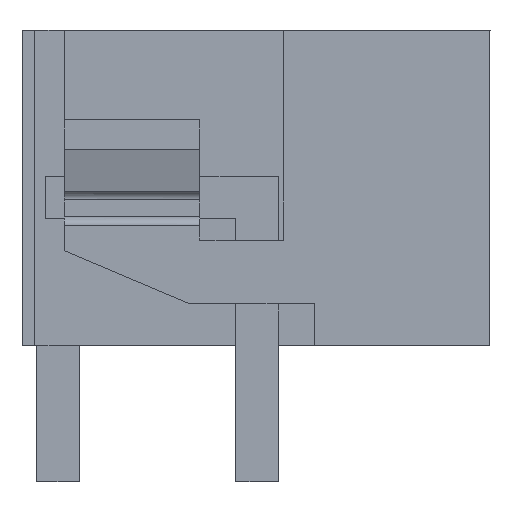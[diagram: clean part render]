
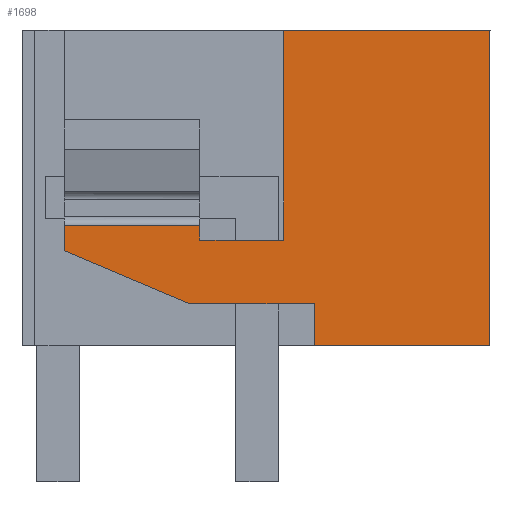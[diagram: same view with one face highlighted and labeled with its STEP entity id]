
A CAD part, left-side view. The second image highlights one B-rep face of the part: STEP entity #1698.
In plain terms, the highlighted planar face has unit normal (-1, 0, 0).
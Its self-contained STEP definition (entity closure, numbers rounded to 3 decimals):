
#1629=AXIS2_PLACEMENT_3D('Plane Axis2P3D',#1626,#1627,#1628) ;
#105=CARTESIAN_POINT('Vertex',(0.,0.,3.2)) ;
#110=CARTESIAN_POINT('Line Origine',(0.,2.075,3.2)) ;
#114=CARTESIAN_POINT('Vertex',(0.,4.15,3.2)) ;
#749=CARTESIAN_POINT('Vertex',(0.,4.875,10.65)) ;
#752=CARTESIAN_POINT('Line Origine',(0.,2.437,10.65)) ;
#756=CARTESIAN_POINT('Vertex',(0.,0.,10.65)) ;
#1558=CARTESIAN_POINT('Line Origine',(0.,0.,6.925)) ;
#1626=CARTESIAN_POINT('Axis2P3D Location',(0.,11.05,0.)) ;
#1631=CARTESIAN_POINT('Line Origine',(0.,4.875,8.175)) ;
#1635=CARTESIAN_POINT('Vertex',(0.,4.875,5.7)) ;
#1638=CARTESIAN_POINT('Line Origine',(0.,5.863,5.7)) ;
#1642=CARTESIAN_POINT('Vertex',(0.,6.85,5.7)) ;
#1645=CARTESIAN_POINT('Line Origine',(0.,6.85,5.875)) ;
#1649=CARTESIAN_POINT('Vertex',(0.,6.85,6.05)) ;
#1652=CARTESIAN_POINT('Line Origine',(0.,8.45,6.05)) ;
#1656=CARTESIAN_POINT('Vertex',(0.,10.05,6.05)) ;
#1659=CARTESIAN_POINT('Line Origine',(0.,10.05,5.75)) ;
#1663=CARTESIAN_POINT('Vertex',(0.,10.05,5.45)) ;
#1666=CARTESIAN_POINT('Line Origine',(0.,8.571,4.823)) ;
#1670=CARTESIAN_POINT('Vertex',(0.,7.092,4.197)) ;
#1673=CARTESIAN_POINT('Line Origine',(0.,5.621,4.197)) ;
#1677=CARTESIAN_POINT('Vertex',(0.,4.15,4.197)) ;
#1680=CARTESIAN_POINT('Line Origine',(0.,4.15,3.698)) ;
#111=DIRECTION('Vector Direction',(0.,1.,0.)) ;
#753=DIRECTION('Vector Direction',(0.,-1.,0.)) ;
#1559=DIRECTION('Vector Direction',(0.,0.,-1.)) ;
#1627=DIRECTION('Axis2P3D Direction',(-1.,0.,0.)) ;
#1628=DIRECTION('Axis2P3D XDirection',(0.,-1.,0.)) ;
#1632=DIRECTION('Vector Direction',(0.,0.,1.)) ;
#1639=DIRECTION('Vector Direction',(0.,1.,0.)) ;
#1646=DIRECTION('Vector Direction',(0.,0.,1.)) ;
#1653=DIRECTION('Vector Direction',(0.,-1.,0.)) ;
#1660=DIRECTION('Vector Direction',(0.,0.,-1.)) ;
#1667=DIRECTION('Vector Direction',(0.,0.921,0.39)) ;
#1674=DIRECTION('Vector Direction',(0.,-1.,0.)) ;
#1681=DIRECTION('Vector Direction',(0.,0.,-1.)) ;
#112=VECTOR('Line Direction',#111,1.) ;
#754=VECTOR('Line Direction',#753,1.) ;
#1560=VECTOR('Line Direction',#1559,1.) ;
#1633=VECTOR('Line Direction',#1632,1.) ;
#1640=VECTOR('Line Direction',#1639,1.) ;
#1647=VECTOR('Line Direction',#1646,1.) ;
#1654=VECTOR('Line Direction',#1653,1.) ;
#1661=VECTOR('Line Direction',#1660,1.) ;
#1668=VECTOR('Line Direction',#1667,1.) ;
#1675=VECTOR('Line Direction',#1674,1.) ;
#1682=VECTOR('Line Direction',#1681,1.) ;
#1686=ORIENTED_EDGE('',*,*,#116,.T.) ;
#1687=ORIENTED_EDGE('',*,*,#1562,.T.) ;
#1688=ORIENTED_EDGE('',*,*,#758,.T.) ;
#1689=ORIENTED_EDGE('',*,*,#1637,.T.) ;
#1690=ORIENTED_EDGE('',*,*,#1644,.T.) ;
#1691=ORIENTED_EDGE('',*,*,#1651,.T.) ;
#1692=ORIENTED_EDGE('',*,*,#1658,.F.) ;
#1693=ORIENTED_EDGE('',*,*,#1665,.T.) ;
#1694=ORIENTED_EDGE('',*,*,#1672,.T.) ;
#1695=ORIENTED_EDGE('',*,*,#1679,.T.) ;
#1696=ORIENTED_EDGE('',*,*,#1684,.T.) ;
#1698=ADVANCED_FACE('HOUSING',(#1697),#1630,.T.) ;
#116=EDGE_CURVE('',#115,#106,#113,.F.) ;
#758=EDGE_CURVE('',#757,#750,#755,.F.) ;
#1562=EDGE_CURVE('',#106,#757,#1561,.F.) ;
#1637=EDGE_CURVE('',#750,#1636,#1634,.F.) ;
#1644=EDGE_CURVE('',#1636,#1643,#1641,.T.) ;
#1651=EDGE_CURVE('',#1643,#1650,#1648,.T.) ;
#1658=EDGE_CURVE('',#1657,#1650,#1655,.T.) ;
#1665=EDGE_CURVE('',#1657,#1664,#1662,.T.) ;
#1672=EDGE_CURVE('',#1664,#1671,#1669,.F.) ;
#1679=EDGE_CURVE('',#1671,#1678,#1676,.T.) ;
#1684=EDGE_CURVE('',#1678,#115,#1683,.T.) ;
#1685=EDGE_LOOP('',(#1686,#1687,#1688,#1689,#1690,#1691,#1692,#1693,#1694,#1695,#1696)) ;
#1697=FACE_OUTER_BOUND('',#1685,.T.) ;
#113=LINE('Line',#110,#112) ;
#755=LINE('Line',#752,#754) ;
#1561=LINE('Line',#1558,#1560) ;
#1634=LINE('Line',#1631,#1633) ;
#1641=LINE('Line',#1638,#1640) ;
#1648=LINE('Line',#1645,#1647) ;
#1655=LINE('Line',#1652,#1654) ;
#1662=LINE('Line',#1659,#1661) ;
#1669=LINE('Line',#1666,#1668) ;
#1676=LINE('Line',#1673,#1675) ;
#1683=LINE('Line',#1680,#1682) ;
#1630=PLANE('',#1629) ;
#106=VERTEX_POINT('',#105) ;
#115=VERTEX_POINT('',#114) ;
#750=VERTEX_POINT('',#749) ;
#757=VERTEX_POINT('',#756) ;
#1636=VERTEX_POINT('',#1635) ;
#1643=VERTEX_POINT('',#1642) ;
#1650=VERTEX_POINT('',#1649) ;
#1657=VERTEX_POINT('',#1656) ;
#1664=VERTEX_POINT('',#1663) ;
#1671=VERTEX_POINT('',#1670) ;
#1678=VERTEX_POINT('',#1677) ;
